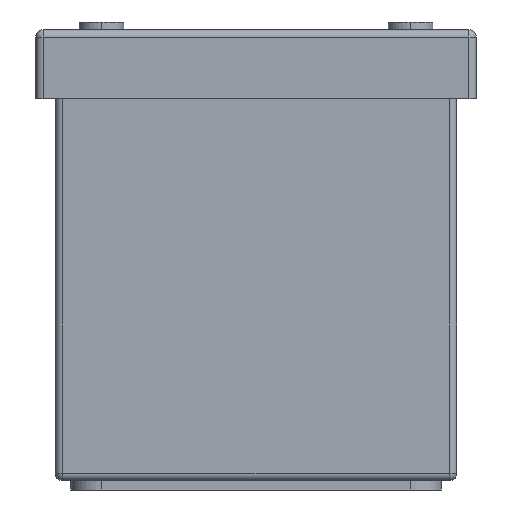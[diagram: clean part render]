
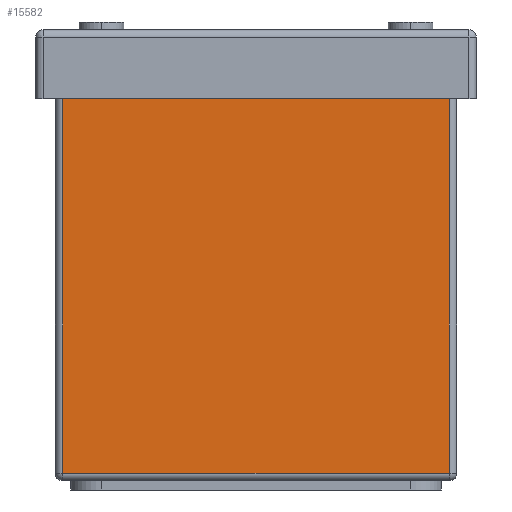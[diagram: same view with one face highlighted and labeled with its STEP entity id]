
A CAD part, left-side view. The second image highlights one B-rep face of the part: STEP entity #15582.
In plain terms, the highlighted planar face has unit normal (-1, 0, 0).
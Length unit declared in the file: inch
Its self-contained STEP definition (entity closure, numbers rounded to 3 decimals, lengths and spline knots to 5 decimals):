
#126 = EDGE_CURVE ( 'NONE', #7092, #7452, #14048, .T. ) ;
#191 = CARTESIAN_POINT ( 'NONE',  ( 0., 0.06, 3.5 ) ) ;
#1022 = CARTESIAN_POINT ( 'NONE',  ( 0., 3.19, 0.06 ) ) ;
#3140 = DIRECTION ( 'NONE',  ( 0., 1., 0. ) ) ;
#4542 = ORIENTED_EDGE ( 'NONE', *, *, #126, .F. ) ;
#4922 = CARTESIAN_POINT ( 'NONE',  ( 0., 0.06, 3.44 ) ) ;
#4943 = LINE ( 'NONE', #11141, #7644 ) ;
#5158 = EDGE_LOOP ( 'NONE', ( #4542, #6922, #11924, #15480 ) ) ;
#5328 = AXIS2_PLACEMENT_3D ( 'NONE', #13696, #11988, #13894 ) ;
#5554 = VERTEX_POINT ( 'NONE', #8714 ) ;
#6015 = VECTOR ( 'NONE', #19743, 39.37008 ) ;
#6347 = VERTEX_POINT ( 'NONE', #18720 ) ;
#6922 = ORIENTED_EDGE ( 'NONE', *, *, #8782, .T. ) ;
#7092 = VERTEX_POINT ( 'NONE', #4922 ) ;
#7175 = DIRECTION ( 'NONE',  ( 0., -1., 0. ) ) ;
#7452 = VERTEX_POINT ( 'NONE', #14400 ) ;
#7644 = VECTOR ( 'NONE', #9607, 39.37008 ) ;
#8714 = CARTESIAN_POINT ( 'NONE',  ( 0., 3.19, 0.06 ) ) ;
#8782 = EDGE_CURVE ( 'NONE', #7092, #6347, #13978, .T. ) ;
#9607 = DIRECTION ( 'NONE',  ( 0., 0., -1. ) ) ;
#11141 = CARTESIAN_POINT ( 'NONE',  ( 0., 3.19, 3.5 ) ) ;
#11924 = ORIENTED_EDGE ( 'NONE', *, *, #18111, .T. ) ;
#11988 = DIRECTION ( 'NONE',  ( 1., 0., 0. ) ) ;
#12379 = CARTESIAN_POINT ( 'NONE',  ( 0., 3.19, 3.44 ) ) ;
#13195 = PLANE ( 'NONE',  #5328 ) ;
#13276 = VECTOR ( 'NONE', #3140, 39.37008 ) ;
#13306 = EDGE_CURVE ( 'NONE', #5554, #7452, #14581, .T. ) ;
#13351 = VECTOR ( 'NONE', #7175, 39.37008 ) ;
#13696 = CARTESIAN_POINT ( 'NONE',  ( 0., 3.19, 3.5 ) ) ;
#13894 = DIRECTION ( 'NONE',  ( 0., 1., 0. ) ) ;
#13978 = LINE ( 'NONE', #12379, #13276 ) ;
#14048 = LINE ( 'NONE', #191, #6015 ) ;
#14400 = CARTESIAN_POINT ( 'NONE',  ( 0., 0.06, 0.06 ) ) ;
#14581 = LINE ( 'NONE', #1022, #13351 ) ;
#15480 = ORIENTED_EDGE ( 'NONE', *, *, #13306, .T. ) ;
#15582 = ADVANCED_FACE ( 'NONE', ( #17683 ), #13195, .F. ) ;
#17683 = FACE_OUTER_BOUND ( 'NONE', #5158, .T. ) ;
#18111 = EDGE_CURVE ( 'NONE', #6347, #5554, #4943, .T. ) ;
#18720 = CARTESIAN_POINT ( 'NONE',  ( 0., 3.19, 3.44 ) ) ;
#19743 = DIRECTION ( 'NONE',  ( 0., 0., -1. ) ) ;
